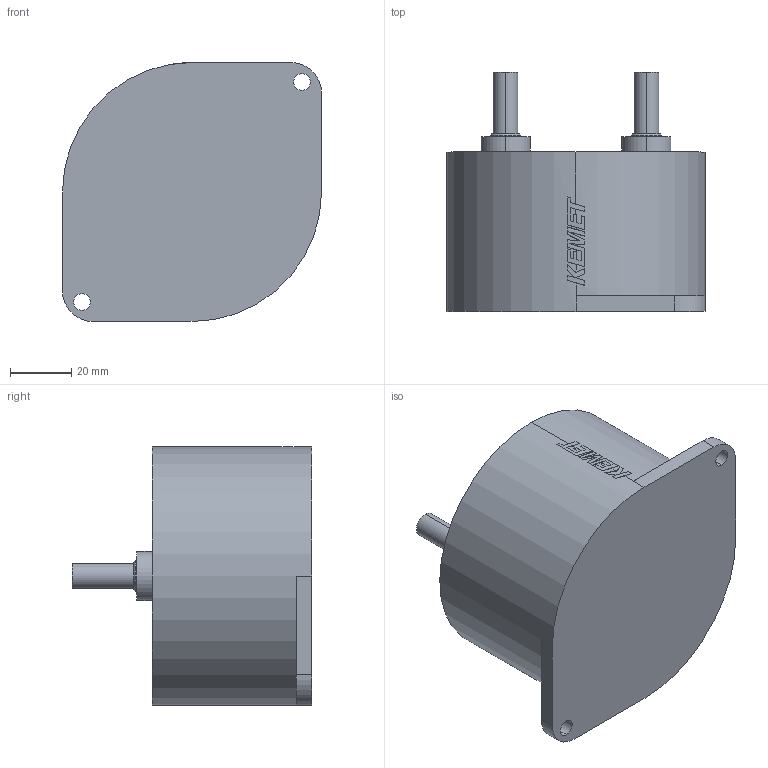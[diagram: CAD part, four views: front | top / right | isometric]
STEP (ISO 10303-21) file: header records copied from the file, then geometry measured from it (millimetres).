
FILE_DESCRIPTION (( 'STEP AP214' ), '1' );
FILE_NAME ('CFP_C44DE_84X51_D84.5L52S46LL20.STEP', '2025-01-29T20:19:11', ( '' ), ( '' ), 'SwSTEP 2.0', 'SolidWorks 2021', '' );
FILE_SCHEMA (( 'AUTOMOTIVE_DESIGN' ));
Length unit declared in the file: millimetre
Products named in the file (1): CFP_C44DE_84X51_D84.5L52S46LL20
Bounding box: 84.5 x 78 x 84.51 mm (x, y, z)
Volume: 299186.2 mm3; surface area: 28236.8 mm2
Topology: 1 solids, 1 shells, 103 faces, 276 edges, 182 vertices
Faces by surface type: plane 37, cylinder 31, bspline 31, cone 4
Entity records: 3944 total; most frequent: CARTESIAN_POINT 1110, ORIENTED_EDGE 552, DIRECTION 341, EDGE_CURVE 276, VERTEX_POINT 182, B_SPLINE_CURVE_WITH_KNOTS 131, AXIS2_PLACEMENT_3D 123, EDGE_LOOP 114
